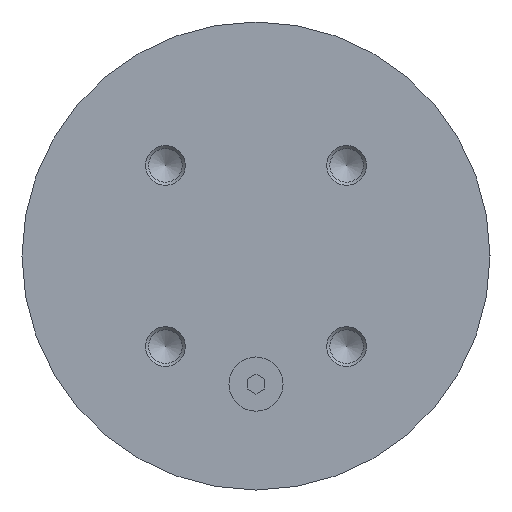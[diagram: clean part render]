
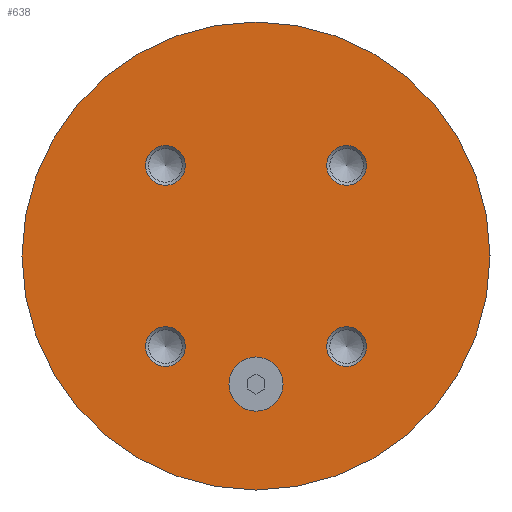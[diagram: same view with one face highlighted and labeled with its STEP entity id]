
A CAD part, left-side view. The second image highlights one B-rep face of the part: STEP entity #638.
In plain terms, the highlighted planar face has unit normal (-1, 0, 0).
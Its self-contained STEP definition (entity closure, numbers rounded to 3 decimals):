
#17=FACE_BOUND('',#109,.T.);
#18=FACE_BOUND('',#110,.T.);
#19=FACE_BOUND('',#111,.T.);
#20=FACE_BOUND('',#112,.T.);
#21=FACE_BOUND('',#113,.T.);
#45=PLANE('',#723);
#72=FACE_OUTER_BOUND('',#108,.T.);
#108=EDGE_LOOP('',(#534,#535));
#109=EDGE_LOOP('',(#536,#537));
#110=EDGE_LOOP('',(#538,#539));
#111=EDGE_LOOP('',(#540,#541));
#112=EDGE_LOOP('',(#542,#543));
#113=EDGE_LOOP('',(#544,#545));
#150=CIRCLE('',#709,4.025);
#151=CIRCLE('',#710,4.025);
#152=CIRCLE('',#712,4.025);
#153=CIRCLE('',#713,4.025);
#154=CIRCLE('',#715,4.025);
#155=CIRCLE('',#716,4.025);
#156=CIRCLE('',#718,4.025);
#157=CIRCLE('',#719,4.025);
#158=CIRCLE('',#721,5.5);
#159=CIRCLE('',#722,5.5);
#160=CIRCLE('',#724,47.5);
#161=CIRCLE('',#725,47.5);
#298=VERTEX_POINT('',#1079);
#299=VERTEX_POINT('',#1081);
#300=VERTEX_POINT('',#1085);
#301=VERTEX_POINT('',#1087);
#302=VERTEX_POINT('',#1091);
#303=VERTEX_POINT('',#1093);
#304=VERTEX_POINT('',#1097);
#305=VERTEX_POINT('',#1099);
#306=VERTEX_POINT('',#1103);
#307=VERTEX_POINT('',#1105);
#308=VERTEX_POINT('',#1109);
#309=VERTEX_POINT('',#1110);
#378=EDGE_CURVE('',#298,#299,#150,.T.);
#379=EDGE_CURVE('',#299,#298,#151,.T.);
#381=EDGE_CURVE('',#300,#301,#152,.T.);
#382=EDGE_CURVE('',#301,#300,#153,.T.);
#384=EDGE_CURVE('',#302,#303,#154,.T.);
#385=EDGE_CURVE('',#303,#302,#155,.T.);
#387=EDGE_CURVE('',#304,#305,#156,.T.);
#388=EDGE_CURVE('',#305,#304,#157,.T.);
#390=EDGE_CURVE('',#306,#307,#158,.T.);
#391=EDGE_CURVE('',#307,#306,#159,.T.);
#392=EDGE_CURVE('',#308,#309,#160,.T.);
#393=EDGE_CURVE('',#309,#308,#161,.T.);
#534=ORIENTED_EDGE('',*,*,#392,.F.);
#535=ORIENTED_EDGE('',*,*,#393,.F.);
#536=ORIENTED_EDGE('',*,*,#391,.F.);
#537=ORIENTED_EDGE('',*,*,#390,.F.);
#538=ORIENTED_EDGE('',*,*,#388,.F.);
#539=ORIENTED_EDGE('',*,*,#387,.F.);
#540=ORIENTED_EDGE('',*,*,#385,.F.);
#541=ORIENTED_EDGE('',*,*,#384,.F.);
#542=ORIENTED_EDGE('',*,*,#382,.F.);
#543=ORIENTED_EDGE('',*,*,#381,.F.);
#544=ORIENTED_EDGE('',*,*,#379,.F.);
#545=ORIENTED_EDGE('',*,*,#378,.F.);
#638=ADVANCED_FACE('',(#72,#17,#18,#19,#20,#21),#45,.T.);
#709=AXIS2_PLACEMENT_3D('',#1082,#865,#866);
#710=AXIS2_PLACEMENT_3D('',#1083,#867,#868);
#712=AXIS2_PLACEMENT_3D('',#1088,#872,#873);
#713=AXIS2_PLACEMENT_3D('',#1089,#874,#875);
#715=AXIS2_PLACEMENT_3D('',#1094,#879,#880);
#716=AXIS2_PLACEMENT_3D('',#1095,#881,#882);
#718=AXIS2_PLACEMENT_3D('',#1100,#886,#887);
#719=AXIS2_PLACEMENT_3D('',#1101,#888,#889);
#721=AXIS2_PLACEMENT_3D('',#1106,#893,#894);
#722=AXIS2_PLACEMENT_3D('',#1107,#895,#896);
#723=AXIS2_PLACEMENT_3D('',#1108,#897,#898);
#724=AXIS2_PLACEMENT_3D('',#1111,#899,#900);
#725=AXIS2_PLACEMENT_3D('',#1112,#901,#902);
#865=DIRECTION('center_axis',(-1.,0.,0.));
#866=DIRECTION('ref_axis',(0.,0.,1.));
#867=DIRECTION('center_axis',(-1.,0.,0.));
#868=DIRECTION('ref_axis',(0.,0.,1.));
#872=DIRECTION('center_axis',(-1.,0.,0.));
#873=DIRECTION('ref_axis',(0.,0.,1.));
#874=DIRECTION('center_axis',(-1.,0.,0.));
#875=DIRECTION('ref_axis',(0.,0.,1.));
#879=DIRECTION('center_axis',(-1.,0.,0.));
#880=DIRECTION('ref_axis',(0.,0.,1.));
#881=DIRECTION('center_axis',(-1.,0.,0.));
#882=DIRECTION('ref_axis',(0.,0.,1.));
#886=DIRECTION('center_axis',(-1.,0.,0.));
#887=DIRECTION('ref_axis',(0.,0.,1.));
#888=DIRECTION('center_axis',(-1.,0.,0.));
#889=DIRECTION('ref_axis',(0.,0.,1.));
#893=DIRECTION('center_axis',(-1.,0.,0.));
#894=DIRECTION('ref_axis',(0.,0.,1.));
#895=DIRECTION('center_axis',(-1.,0.,0.));
#896=DIRECTION('ref_axis',(0.,0.,1.));
#897=DIRECTION('center_axis',(-1.,0.,0.));
#898=DIRECTION('ref_axis',(0.,0.,1.));
#899=DIRECTION('center_axis',(1.,0.,0.));
#900=DIRECTION('ref_axis',(0.,0.,-1.));
#901=DIRECTION('center_axis',(1.,0.,0.));
#902=DIRECTION('ref_axis',(0.,0.,-1.));
#1079=CARTESIAN_POINT('',(-45.2,18.385,14.36));
#1081=CARTESIAN_POINT('',(-45.2,18.385,22.41));
#1082=CARTESIAN_POINT('Origin',(-45.2,18.385,18.385));
#1083=CARTESIAN_POINT('Origin',(-45.2,18.385,18.385));
#1085=CARTESIAN_POINT('',(-45.2,18.385,-22.41));
#1087=CARTESIAN_POINT('',(-45.2,18.385,-14.36));
#1088=CARTESIAN_POINT('Origin',(-45.2,18.385,-18.385));
#1089=CARTESIAN_POINT('Origin',(-45.2,18.385,-18.385));
#1091=CARTESIAN_POINT('',(-45.2,-18.385,-22.41));
#1093=CARTESIAN_POINT('',(-45.2,-18.385,-14.36));
#1094=CARTESIAN_POINT('Origin',(-45.2,-18.385,-18.385));
#1095=CARTESIAN_POINT('Origin',(-45.2,-18.385,-18.385));
#1097=CARTESIAN_POINT('',(-45.2,-18.385,14.36));
#1099=CARTESIAN_POINT('',(-45.2,-18.385,22.41));
#1100=CARTESIAN_POINT('Origin',(-45.2,-18.385,18.385));
#1101=CARTESIAN_POINT('Origin',(-45.2,-18.385,18.385));
#1103=CARTESIAN_POINT('',(-45.2,0.,-31.5));
#1105=CARTESIAN_POINT('',(-45.2,0.,-20.5));
#1106=CARTESIAN_POINT('Origin',(-45.2,0.,-26.));
#1107=CARTESIAN_POINT('Origin',(-45.2,0.,-26.));
#1108=CARTESIAN_POINT('Origin',(-45.2,47.5,0.));
#1109=CARTESIAN_POINT('',(-45.2,0.,-47.5));
#1110=CARTESIAN_POINT('',(-45.2,0.,47.5));
#1111=CARTESIAN_POINT('Origin',(-45.2,0.,0.));
#1112=CARTESIAN_POINT('Origin',(-45.2,0.,0.));
